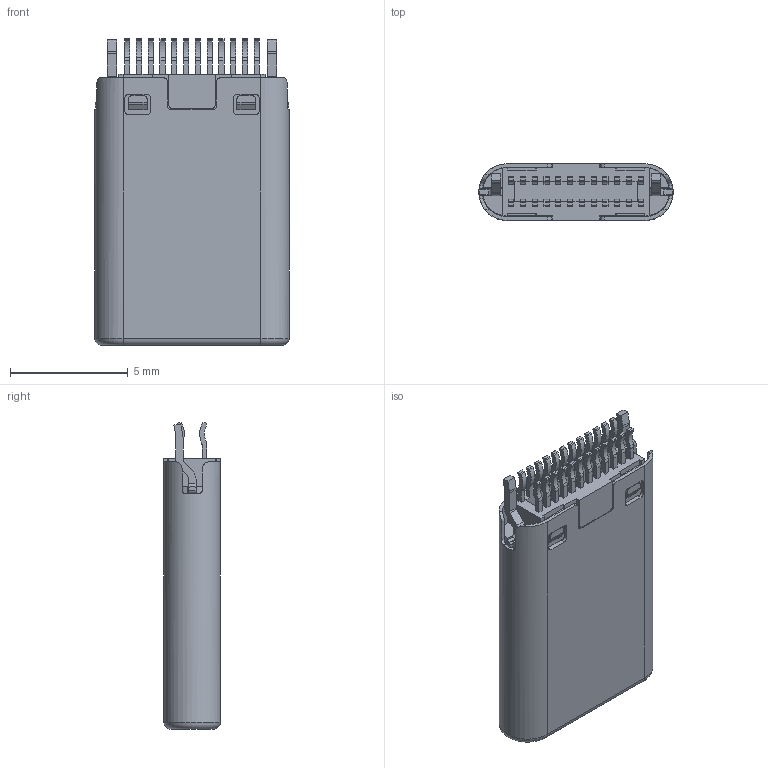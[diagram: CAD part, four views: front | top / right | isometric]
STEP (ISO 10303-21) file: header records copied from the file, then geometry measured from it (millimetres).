
FILE_DESCRIPTION((''),'2;1');
FILE_NAME('TANPIAN-PLASTIC_1_2__2_30','2025-12-23T10:38:34',('ZL'),(''),'CREO PARAMETRIC BY PTC INC, 2025010','CREO PARAMETRIC BY PTC INC, 2025010','');
FILE_SCHEMA(('AUTOMOTIVE_DESIGN { 1 0 10303 214 1 1 1 1 }'));
Length unit declared in the file: millimetre
Products named in the file (1): TANPIAN-PLASTIC_1_2__2_30
Bounding box: 8.25 x 2.42 x 13.01 mm (x, y, z)
Volume: 169.9 mm3; surface area: 539.1 mm2
Topology: 1 solids, 3 shells, 891 faces, 2633 edges, 1751 vertices
Faces by surface type: plane 584, cylinder 295, cone 8, torus 4
Entity records: 39194 total; most frequent: CARTESIAN_POINT 5675, ORIENTED_EDGE 5266, DIRECTION 5040, PRESENTATION_STYLE_ASSIGNMENT 2667, STYLED_ITEM 2667, CURVE_STYLE 2666, EDGE_CURVE 2633, VECTOR 1935
